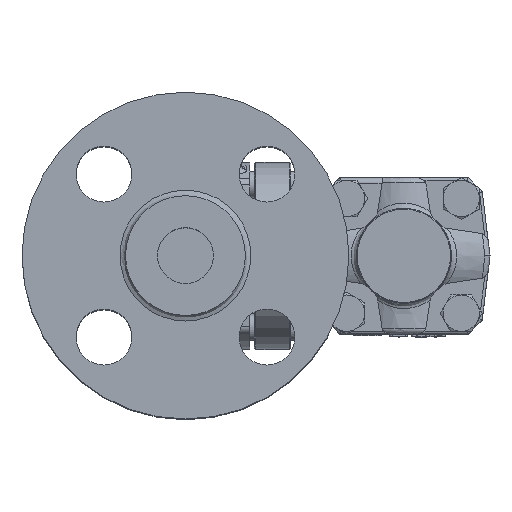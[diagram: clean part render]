
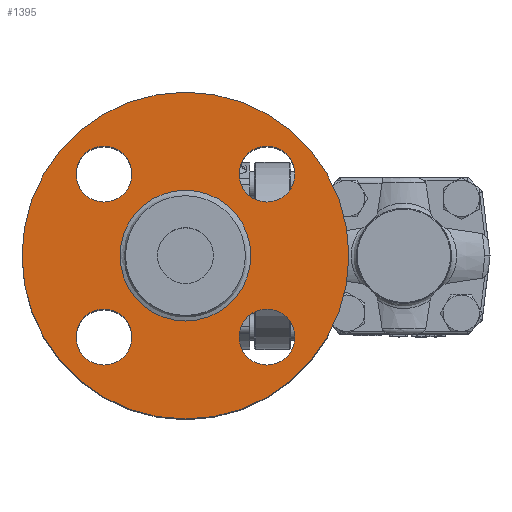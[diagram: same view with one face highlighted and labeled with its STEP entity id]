
A CAD part, top view. The second image highlights one B-rep face of the part: STEP entity #1395.
In plain terms, the highlighted planar face has unit normal (0, 0, 1).
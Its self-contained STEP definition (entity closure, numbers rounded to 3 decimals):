
#1267=CARTESIAN_POINT('',(-19.7,0.0,67.4));
#1268=VERTEX_POINT('',#1267);
#1269=CARTESIAN_POINT('',(-78.2,0.0,67.4));
#1270=DIRECTION('',(0.,0.0,1.0));
#1271=DIRECTION('',(1.0,0.0,0.));
#1272=AXIS2_PLACEMENT_3D('',#1269,#1270,#1271);
#1273=CIRCLE('',#1272,58.5);
#1274=EDGE_CURVE('',#1268,#1268,#1273,.T.);
#1317=CARTESIAN_POINT('',(-101.61,0.,67.4));
#1318=VERTEX_POINT('',#1317);
#1319=CARTESIAN_POINT('',(-78.2,0.0,67.4));
#1320=DIRECTION('',(0.,0.,1.0));
#1321=DIRECTION('',(1.0,0.,0.));
#1322=AXIS2_PLACEMENT_3D('',#1319,#1320,#1321);
#1323=CIRCLE('',#1322,23.41);
#1324=EDGE_CURVE('',#1318,#1318,#1323,.T.);
#1340=CARTESIAN_POINT('',(-38.225,0.0,67.4));
#1341=DIRECTION('',(0.,0.0,1.0));
#1342=DIRECTION('',(1.0,0.0,0.));
#1343=AXIS2_PLACEMENT_3D('',#1340,#1341,#1342);
#1344=PLANE('',#1343);
#1345=ORIENTED_EDGE('',*,*,#1274,.T.);
#1346=EDGE_LOOP('',(#1345));
#1347=FACE_OUTER_BOUND('',#1346,.T.);
#1348=CARTESIAN_POINT('',(-39.032,29.168,67.4));
#1349=VERTEX_POINT('',#1348);
#1350=CARTESIAN_POINT('',(-49.032,29.168,67.4));
#1351=DIRECTION('',(0.,0.0,-1.0));
#1352=DIRECTION('',(1.0,0.0,0.));
#1353=AXIS2_PLACEMENT_3D('',#1350,#1351,#1352);
#1354=CIRCLE('',#1353,10.0);
#1355=EDGE_CURVE('',#1349,#1349,#1354,.T.);
#1356=ORIENTED_EDGE('',*,*,#1355,.T.);
#1357=EDGE_LOOP('',(#1356));
#1358=FACE_BOUND('',#1357,.T.);
#1359=CARTESIAN_POINT('',(-107.368,39.168,67.4));
#1360=VERTEX_POINT('',#1359);
#1361=CARTESIAN_POINT('',(-107.368,29.168,67.4));
#1362=DIRECTION('',(0.,0.,-1.0));
#1363=DIRECTION('',(0.,1.0,0.));
#1364=AXIS2_PLACEMENT_3D('',#1361,#1362,#1363);
#1365=CIRCLE('',#1364,10.0);
#1366=EDGE_CURVE('',#1360,#1360,#1365,.T.);
#1367=ORIENTED_EDGE('',*,*,#1366,.T.);
#1368=EDGE_LOOP('',(#1367));
#1369=FACE_BOUND('',#1368,.T.);
#1370=CARTESIAN_POINT('',(-117.368,-29.168,67.4));
#1371=VERTEX_POINT('',#1370);
#1372=CARTESIAN_POINT('',(-107.368,-29.168,67.4));
#1373=DIRECTION('',(0.,0.,-1.0));
#1374=DIRECTION('',(-1.0,0.,0.));
#1375=AXIS2_PLACEMENT_3D('',#1372,#1373,#1374);
#1376=CIRCLE('',#1375,10.0);
#1377=EDGE_CURVE('',#1371,#1371,#1376,.T.);
#1378=ORIENTED_EDGE('',*,*,#1377,.T.);
#1379=EDGE_LOOP('',(#1378));
#1380=FACE_BOUND('',#1379,.T.);
#1381=CARTESIAN_POINT('',(-49.032,-39.168,67.4));
#1382=VERTEX_POINT('',#1381);
#1383=CARTESIAN_POINT('',(-49.032,-29.168,67.4));
#1384=DIRECTION('',(0.,0.,-1.0));
#1385=DIRECTION('',(0.,-1.0,0.));
#1386=AXIS2_PLACEMENT_3D('',#1383,#1384,#1385);
#1387=CIRCLE('',#1386,10.0);
#1388=EDGE_CURVE('',#1382,#1382,#1387,.T.);
#1389=ORIENTED_EDGE('',*,*,#1388,.T.);
#1390=EDGE_LOOP('',(#1389));
#1391=FACE_BOUND('',#1390,.T.);
#1392=ORIENTED_EDGE('',*,*,#1324,.F.);
#1393=EDGE_LOOP('',(#1392));
#1394=FACE_BOUND('',#1393,.T.);
#1395=ADVANCED_FACE('',(#1347,#1358,#1369,#1380,#1391,#1394),#1344,.T.);
